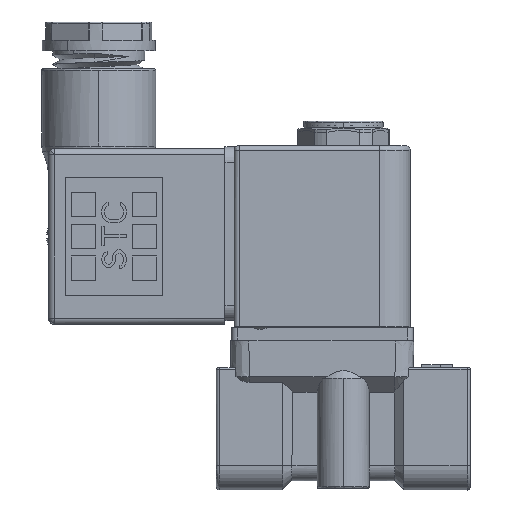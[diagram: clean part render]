
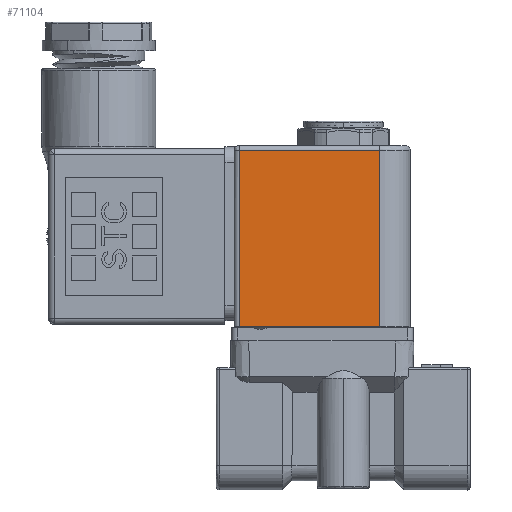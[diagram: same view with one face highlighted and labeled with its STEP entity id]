
A CAD part, top view. The second image highlights one B-rep face of the part: STEP entity #71104.
In plain terms, the highlighted planar face has unit normal (0, 0, 1).
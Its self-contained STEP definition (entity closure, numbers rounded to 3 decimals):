
#1727 = VERTEX_POINT ( 'NONE', #25706 ) ;
#1992 = CARTESIAN_POINT ( 'NONE',  ( 10.821, 9.237, 8.91 ) ) ;
#3346 = LINE ( 'NONE', #11108, #20857 ) ;
#3608 = DIRECTION ( 'NONE',  ( 0., -1., 0. ) ) ;
#5639 = VERTEX_POINT ( 'NONE', #11440 ) ;
#8551 = FACE_OUTER_BOUND ( 'NONE', #88560, .T. ) ;
#10276 = ORIENTED_EDGE ( 'NONE', *, *, #92972, .T. ) ;
#11108 = CARTESIAN_POINT ( 'NONE',  ( -12.179, 9.037, 8.91 ) ) ;
#11440 = CARTESIAN_POINT ( 'NONE',  ( -12.179, 38.037, 8.91 ) ) ;
#12182 = VECTOR ( 'NONE', #78974, 1000. ) ;
#12473 = LINE ( 'NONE', #60276, #49849 ) ;
#20857 = VECTOR ( 'NONE', #3608, 1000. ) ;
#22366 = EDGE_CURVE ( 'NONE', #69799, #82587, #12473, .T. ) ;
#23217 = CARTESIAN_POINT ( 'NONE',  ( 10.821, 9.037, 8.91 ) ) ;
#25706 = CARTESIAN_POINT ( 'NONE',  ( 10.821, 38.037, 8.91 ) ) ;
#26501 = DIRECTION ( 'NONE',  ( 0., 0., 1. ) ) ;
#30706 = DIRECTION ( 'NONE',  ( 0., 1., 0. ) ) ;
#32343 = CARTESIAN_POINT ( 'NONE',  ( -12.979, 38.037, 8.91 ) ) ;
#33989 = CARTESIAN_POINT ( 'NONE',  ( -12.979, 9.037, 8.91 ) ) ;
#37210 = AXIS2_PLACEMENT_3D ( 'NONE', #33989, #26501, #56556 ) ;
#39483 = CARTESIAN_POINT ( 'NONE',  ( -12.179, 9.237, 8.91 ) ) ;
#39667 = EDGE_CURVE ( 'NONE', #1727, #5639, #69359, .T. ) ;
#49076 = PLANE ( 'NONE',  #37210 ) ;
#49849 = VECTOR ( 'NONE', #67778, 1000. ) ;
#52482 = ORIENTED_EDGE ( 'NONE', *, *, #81957, .T. ) ;
#56556 = DIRECTION ( 'NONE',  ( 1., 0., 0. ) ) ;
#60276 = CARTESIAN_POINT ( 'NONE',  ( -12.979, 9.237, 8.91 ) ) ;
#60297 = ORIENTED_EDGE ( 'NONE', *, *, #39667, .T. ) ;
#67778 = DIRECTION ( 'NONE',  ( 1., 0., 0. ) ) ;
#69359 = LINE ( 'NONE', #32343, #12182 ) ;
#69799 = VERTEX_POINT ( 'NONE', #39483 ) ;
#71104 = ADVANCED_FACE ( 'NONE', ( #8551 ), #49076, .T. ) ;
#74169 = VECTOR ( 'NONE', #30706, 1000. ) ;
#75742 = ORIENTED_EDGE ( 'NONE', *, *, #22366, .T. ) ;
#78974 = DIRECTION ( 'NONE',  ( -1., 0., 0. ) ) ;
#81957 = EDGE_CURVE ( 'NONE', #82587, #1727, #94017, .T. ) ;
#82587 = VERTEX_POINT ( 'NONE', #1992 ) ;
#88560 = EDGE_LOOP ( 'NONE', ( #52482, #60297, #10276, #75742 ) ) ;
#92972 = EDGE_CURVE ( 'NONE', #5639, #69799, #3346, .T. ) ;
#94017 = LINE ( 'NONE', #23217, #74169 ) ;
